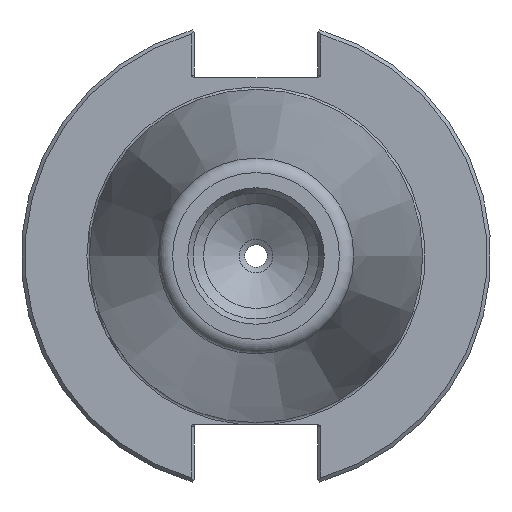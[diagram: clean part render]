
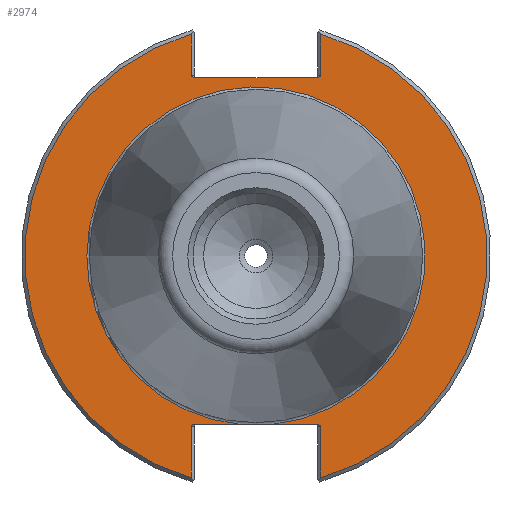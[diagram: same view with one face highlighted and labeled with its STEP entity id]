
A CAD part, left-side view. The second image highlights one B-rep face of the part: STEP entity #2974.
In plain terms, the highlighted planar face has unit normal (-1, 0, 0).
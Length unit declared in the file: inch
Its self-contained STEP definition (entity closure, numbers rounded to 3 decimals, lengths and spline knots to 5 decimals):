
#2329=CARTESIAN_POINT('',(0.125,-0.50422,1.472));
#2330=VERTEX_POINT('',#2329);
#2337=CARTESIAN_POINT('',(0.125,-0.5325,1.492));
#2338=VERTEX_POINT('',#2337);
#2339=CARTESIAN_POINT('',(0.125,-0.50422,1.492));
#2340=DIRECTION('',(-1.0,0.0,0.0));
#2341=DIRECTION('',(0.0,-1.0,0.0));
#2342=AXIS2_PLACEMENT_3D('',#2339,#2340,#2341);
#2343=ELLIPSE('',#2342,0.02828,0.02);
#2344=EDGE_CURVE('',#2330,#2338,#2343,.T.);
#2394=CARTESIAN_POINT('',(0.125,-0.5325,1.83167));
#2395=VERTEX_POINT('',#2394);
#2396=CARTESIAN_POINT('',(0.125,-0.5325,1.492));
#2397=DIRECTION('',(0.0,0.0,1.0));
#2398=VECTOR('',#2397,0.33967);
#2399=LINE('',#2396,#2398);
#2400=EDGE_CURVE('',#2338,#2395,#2399,.T.);
#2483=CARTESIAN_POINT('',(0.125,0.50422,-1.388));
#2484=VERTEX_POINT('',#2483);
#2491=CARTESIAN_POINT('',(0.125,0.5325,-1.408));
#2492=VERTEX_POINT('',#2491);
#2493=CARTESIAN_POINT('',(0.125,0.50422,-1.408));
#2494=DIRECTION('',(-1.0,0.0,0.0));
#2495=DIRECTION('',(0.0,1.0,0.0));
#2496=AXIS2_PLACEMENT_3D('',#2493,#2494,#2495);
#2497=ELLIPSE('',#2496,0.02828,0.02);
#2498=EDGE_CURVE('',#2484,#2492,#2497,.T.);
#2548=CARTESIAN_POINT('',(0.125,0.5325,-1.83167));
#2549=VERTEX_POINT('',#2548);
#2550=CARTESIAN_POINT('',(0.125,0.5325,-1.408));
#2551=DIRECTION('',(0.0,0.0,-1.0));
#2552=VECTOR('',#2551,0.42367);
#2553=LINE('',#2550,#2552);
#2554=EDGE_CURVE('',#2492,#2549,#2553,.T.);
#2579=CARTESIAN_POINT('',(0.125,-0.5325,-1.408));
#2580=VERTEX_POINT('',#2579);
#2581=CARTESIAN_POINT('',(0.125,-0.50422,-1.388));
#2582=VERTEX_POINT('',#2581);
#2583=CARTESIAN_POINT('',(0.125,-0.50422,-1.408));
#2584=DIRECTION('',(-1.0,0.0,0.0));
#2585=DIRECTION('',(0.0,-1.0,0.0));
#2586=AXIS2_PLACEMENT_3D('',#2583,#2584,#2585);
#2587=ELLIPSE('',#2586,0.02828,0.02);
#2588=EDGE_CURVE('',#2580,#2582,#2587,.T.);
#2686=CARTESIAN_POINT('',(0.125,-0.5325,-1.83167));
#2687=VERTEX_POINT('',#2686);
#2694=CARTESIAN_POINT('',(0.125,-0.5325,-1.83167));
#2695=DIRECTION('',(0.0,0.0,1.0));
#2696=VECTOR('',#2695,0.42367);
#2697=LINE('',#2694,#2696);
#2698=EDGE_CURVE('',#2687,#2580,#2697,.T.);
#2740=CARTESIAN_POINT('',(0.125,0.5325,1.492));
#2741=VERTEX_POINT('',#2740);
#2748=CARTESIAN_POINT('',(0.125,0.50422,1.472));
#2749=VERTEX_POINT('',#2748);
#2750=CARTESIAN_POINT('',(0.125,0.50422,1.492));
#2751=DIRECTION('',(-1.0,0.0,0.0));
#2752=DIRECTION('',(0.0,1.0,0.0));
#2753=AXIS2_PLACEMENT_3D('',#2750,#2751,#2752);
#2754=ELLIPSE('',#2753,0.02828,0.02);
#2755=EDGE_CURVE('',#2741,#2749,#2754,.T.);
#2840=CARTESIAN_POINT('',(0.125,0.5325,1.83167));
#2841=VERTEX_POINT('',#2840);
#2848=CARTESIAN_POINT('',(0.125,0.5325,1.83167));
#2849=DIRECTION('',(0.0,0.0,-1.0));
#2850=VECTOR('',#2849,0.33967);
#2851=LINE('',#2848,#2850);
#2852=EDGE_CURVE('',#2841,#2741,#2851,.T.);
#2887=CARTESIAN_POINT('',(0.125,-0.13957,-1.388));
#2888=VERTEX_POINT('',#2887);
#2889=CARTESIAN_POINT('',(0.125,0.13957,-1.388));
#2890=VERTEX_POINT('',#2889);
#2905=CARTESIAN_POINT('',(0.125,0.0,0.0));
#2906=DIRECTION('',(-1.0,0.0,0.0));
#2907=DIRECTION('',(0.0,-1.0,0.0));
#2908=AXIS2_PLACEMENT_3D('',#2905,#2906,#2907);
#2909=CIRCLE('',#2908,1.395);
#2910=EDGE_CURVE('',#2888,#2890,#2909,.T.);
#2926=CARTESIAN_POINT('',(0.125,1.65625,0.0));
#2927=DIRECTION('',(-1.0,0.0,0.0));
#2928=DIRECTION('',(0.0,0.0,1.0));
#2929=AXIS2_PLACEMENT_3D('',#2926,#2927,#2928);
#2930=PLANE('',#2929);
#2931=ORIENTED_EDGE('',*,*,#2910,.F.);
#2932=CARTESIAN_POINT('',(0.125,-0.50422,-1.388));
#2933=DIRECTION('',(0.0,1.0,0.0));
#2934=VECTOR('',#2933,0.36464);
#2935=LINE('',#2932,#2934);
#2936=EDGE_CURVE('',#2582,#2888,#2935,.T.);
#2937=ORIENTED_EDGE('',*,*,#2936,.F.);
#2938=ORIENTED_EDGE('',*,*,#2588,.F.);
#2939=ORIENTED_EDGE('',*,*,#2698,.F.);
#2940=CARTESIAN_POINT('',(0.125,0.0,0.0));
#2941=DIRECTION('',(1.0,0.0,0.0));
#2942=DIRECTION('',(0.0,-1.0,0.0));
#2943=AXIS2_PLACEMENT_3D('',#2940,#2941,#2942);
#2944=CIRCLE('',#2943,1.9075);
#2945=EDGE_CURVE('',#2395,#2687,#2944,.T.);
#2946=ORIENTED_EDGE('',*,*,#2945,.F.);
#2947=ORIENTED_EDGE('',*,*,#2400,.F.);
#2948=ORIENTED_EDGE('',*,*,#2344,.F.);
#2949=CARTESIAN_POINT('',(0.125,0.50422,1.472));
#2950=DIRECTION('',(0.0,-1.0,0.0));
#2951=VECTOR('',#2950,1.00843);
#2952=LINE('',#2949,#2951);
#2953=EDGE_CURVE('',#2749,#2330,#2952,.T.);
#2954=ORIENTED_EDGE('',*,*,#2953,.F.);
#2955=ORIENTED_EDGE('',*,*,#2755,.F.);
#2956=ORIENTED_EDGE('',*,*,#2852,.F.);
#2957=CARTESIAN_POINT('',(0.125,0.0,0.0));
#2958=DIRECTION('',(1.0,0.0,0.0));
#2959=DIRECTION('',(0.0,1.0,0.0));
#2960=AXIS2_PLACEMENT_3D('',#2957,#2958,#2959);
#2961=CIRCLE('',#2960,1.9075);
#2962=EDGE_CURVE('',#2549,#2841,#2961,.T.);
#2963=ORIENTED_EDGE('',*,*,#2962,.F.);
#2964=ORIENTED_EDGE('',*,*,#2554,.F.);
#2965=ORIENTED_EDGE('',*,*,#2498,.F.);
#2966=CARTESIAN_POINT('',(0.125,0.13957,-1.388));
#2967=DIRECTION('',(0.0,1.0,0.0));
#2968=VECTOR('',#2967,0.36464);
#2969=LINE('',#2966,#2968);
#2970=EDGE_CURVE('',#2890,#2484,#2969,.T.);
#2971=ORIENTED_EDGE('',*,*,#2970,.F.);
#2972=EDGE_LOOP('',(#2931,#2937,#2938,#2939,#2946,#2947,#2948,#2954,#2955,#2956,#2963,#2964,#2965,#2971));
#2973=FACE_OUTER_BOUND('',#2972,.T.);
#2974=ADVANCED_FACE('',(#2973),#2930,.T.);
